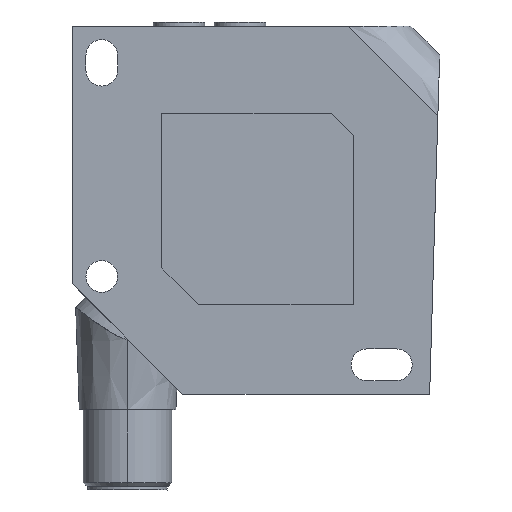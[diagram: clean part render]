
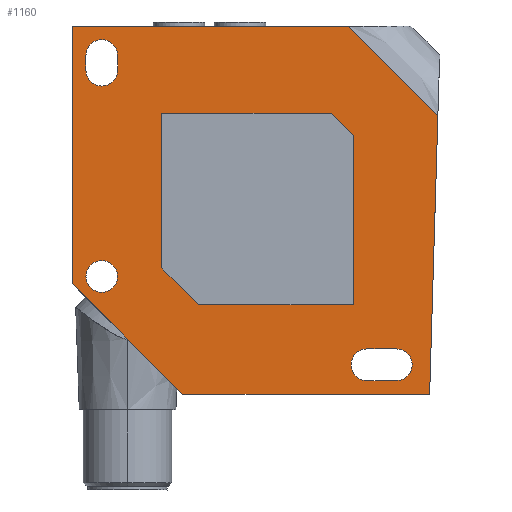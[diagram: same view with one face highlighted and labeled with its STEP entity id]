
A CAD part, front view. The second image highlights one B-rep face of the part: STEP entity #1160.
In plain terms, the highlighted face is planar.
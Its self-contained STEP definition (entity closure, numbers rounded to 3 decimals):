
#47=DIRECTION('',(0.,-1.,0.));
#48=VECTOR('',#47,23.);
#49=CARTESIAN_POINT('',(-13.15,10.15,-8.5));
#50=LINE('',#49,#48);
#82=DIRECTION('',(-1.,0.,0.));
#83=VECTOR('',#82,23.);
#84=CARTESIAN_POINT('',(12.85,13.15,-8.5));
#85=LINE('',#84,#83);
#103=DIRECTION('',(0.,1.,0.));
#104=VECTOR('',#103,21.);
#105=CARTESIAN_POINT('',(12.85,-7.85,-8.5));
#106=LINE('',#105,#104);
#124=DIRECTION('',(1.,0.,0.));
#125=VECTOR('',#124,21.);
#126=CARTESIAN_POINT('',(-13.15,-12.85,-8.5));
#127=LINE('',#126,#125);
#138=DIRECTION('',(1.,0.,0.));
#139=VECTOR('',#138,33.52);
#140=CARTESIAN_POINT('',(-23.52,-25.,-8.5));
#141=LINE('',#140,#139);
#145=DIRECTION('',(0.707,0.707,0.));
#146=VECTOR('',#145,21.213);
#147=CARTESIAN_POINT('',(10.,-25.,-8.5));
#148=LINE('',#147,#146);
#152=DIRECTION('',(0.,1.,0.));
#153=VECTOR('',#152,35.);
#154=CARTESIAN_POINT('',(25.,-10.,-8.5));
#155=LINE('',#154,#153);
#159=DIRECTION('',(-0.707,-0.707,0.));
#160=VECTOR('',#159,17.169);
#161=CARTESIAN_POINT('',(-12.5,25.,-8.5));
#162=LINE('',#161,#160);
#166=DIRECTION('',(0.03,-1.,0.));
#167=VECTOR('',#166,37.876);
#168=CARTESIAN_POINT('',(-24.641,12.859,-8.5));
#169=LINE('',#168,#167);
#173=CARTESIAN_POINT('',(21.,-9.,-8.5));
#174=DIRECTION('',(0.,0.,-1.));
#175=DIRECTION('',(-1.,0.,0.));
#176=AXIS2_PLACEMENT_3D('',#173,#174,#175);
#181=CARTESIAN_POINT('',(21.,-9.,-8.5));
#182=DIRECTION('',(0.,0.,-1.));
#183=DIRECTION('',(1.,0.,0.));
#184=AXIS2_PLACEMENT_3D('',#181,#182,#183);
#189=CARTESIAN_POINT('',(-19.,-21.,-8.5));
#190=DIRECTION('',(0.,0.,-1.));
#191=DIRECTION('',(-1.,0.,0.));
#192=AXIS2_PLACEMENT_3D('',#189,#190,#191);
#197=CARTESIAN_POINT('',(-15.,-21.,-8.5));
#198=DIRECTION('',(0.,0.,-1.));
#199=DIRECTION('',(0.,1.,0.));
#200=AXIS2_PLACEMENT_3D('',#197,#198,#199);
#205=CARTESIAN_POINT('',(-19.,-21.,-8.5));
#206=DIRECTION('',(0.,0.,-1.));
#207=DIRECTION('',(0.,-1.,0.));
#208=AXIS2_PLACEMENT_3D('',#205,#206,#207);
#213=CARTESIAN_POINT('',(21.,21.,-8.5));
#214=DIRECTION('',(0.,0.,-1.));
#215=DIRECTION('',(-1.,0.,0.));
#216=AXIS2_PLACEMENT_3D('',#213,#214,#215);
#221=CARTESIAN_POINT('',(21.,19.,-8.5));
#222=DIRECTION('',(0.,0.,-1.));
#223=DIRECTION('',(1.,0.,0.));
#224=AXIS2_PLACEMENT_3D('',#221,#222,#223);
#229=DIRECTION('',(0.707,0.707,0.));
#230=VECTOR('',#229,4.243);
#231=CARTESIAN_POINT('',(-13.15,10.15,-8.5));
#232=LINE('',#231,#230);
#236=DIRECTION('',(-0.707,-0.707,0.));
#237=VECTOR('',#236,7.071);
#238=CARTESIAN_POINT('',(12.85,-7.85,-8.5));
#239=LINE('',#238,#237);
#323=DIRECTION('',(1.,0.,0.));
#324=VECTOR('',#323,37.5);
#325=CARTESIAN_POINT('',(-12.5,25.,-8.5));
#326=LINE('',#325,#324);
#621=DIRECTION('',(0.,-1.,0.));
#622=VECTOR('',#621,2.);
#623=CARTESIAN_POINT('',(18.85,21.,-8.5));
#624=LINE('',#623,#622);
#642=DIRECTION('',(0.,1.,0.));
#643=VECTOR('',#642,2.);
#644=CARTESIAN_POINT('',(23.15,19.,-8.5));
#645=LINE('',#644,#643);
#656=DIRECTION('',(1.,0.,0.));
#657=VECTOR('',#656,4.);
#658=CARTESIAN_POINT('',(-19.,-23.15,-8.5));
#659=LINE('',#658,#657);
#677=DIRECTION('',(-1.,0.,0.));
#678=VECTOR('',#677,4.);
#679=CARTESIAN_POINT('',(-15.,-18.85,-8.5));
#680=LINE('',#679,#678);
#872=CARTESIAN_POINT('',(-13.15,10.15,-8.5));
#874=VERTEX_POINT('',#872);
#875=CARTESIAN_POINT('',(-13.15,-12.85,-8.5));
#876=VERTEX_POINT('',#875);
#880=CARTESIAN_POINT('',(-10.15,13.15,-8.5));
#882=VERTEX_POINT('',#880);
#884=CARTESIAN_POINT('',(12.85,13.15,-8.5));
#886=VERTEX_POINT('',#884);
#888=CARTESIAN_POINT('',(12.85,-7.85,-8.5));
#890=VERTEX_POINT('',#888);
#892=CARTESIAN_POINT('',(7.85,-12.85,-8.5));
#894=VERTEX_POINT('',#892);
#895=CARTESIAN_POINT('',(-23.52,-25.,-8.5));
#896=CARTESIAN_POINT('',(10.,-25.,-8.5));
#897=VERTEX_POINT('',#895);
#898=VERTEX_POINT('',#896);
#899=CARTESIAN_POINT('',(25.,-10.,-8.5));
#900=VERTEX_POINT('',#899);
#901=CARTESIAN_POINT('',(25.,25.,-8.5));
#902=VERTEX_POINT('',#901);
#903=CARTESIAN_POINT('',(-12.5,25.,-8.5));
#904=VERTEX_POINT('',#903);
#905=CARTESIAN_POINT('',(-24.641,12.859,-8.5));
#906=VERTEX_POINT('',#905);
#907=CARTESIAN_POINT('',(18.85,-9.,-8.5));
#908=CARTESIAN_POINT('',(23.15,-9.,-8.5));
#909=VERTEX_POINT('',#907);
#910=VERTEX_POINT('',#908);
#911=CARTESIAN_POINT('',(-21.15,-21.,-8.5));
#912=CARTESIAN_POINT('',(-19.,-18.85,-8.5));
#913=VERTEX_POINT('',#911);
#914=VERTEX_POINT('',#912);
#915=CARTESIAN_POINT('',(-15.,-18.85,-8.5));
#916=VERTEX_POINT('',#915);
#917=CARTESIAN_POINT('',(-15.,-23.15,-8.5));
#918=VERTEX_POINT('',#917);
#919=CARTESIAN_POINT('',(-19.,-23.15,-8.5));
#920=VERTEX_POINT('',#919);
#921=CARTESIAN_POINT('',(18.85,21.,-8.5));
#922=CARTESIAN_POINT('',(18.85,19.,-8.5));
#923=VERTEX_POINT('',#921);
#924=VERTEX_POINT('',#922);
#925=CARTESIAN_POINT('',(23.15,21.,-8.5));
#926=VERTEX_POINT('',#925);
#927=CARTESIAN_POINT('',(23.15,19.,-8.5));
#928=VERTEX_POINT('',#927);
#1105=CARTESIAN_POINT('',(0.18,0.,-8.5));
#1106=DIRECTION('',(0.,0.,1.));
#1107=DIRECTION('',(-1.,0.,0.));
#1108=AXIS2_PLACEMENT_3D('',#1105,#1106,#1107);
#1109=PLANE('',#1108);
#1111=ORIENTED_EDGE('',*,*,#1110,.T.);
#1113=ORIENTED_EDGE('',*,*,#1112,.T.);
#1115=ORIENTED_EDGE('',*,*,#1114,.T.);
#1117=ORIENTED_EDGE('',*,*,#1116,.F.);
#1119=ORIENTED_EDGE('',*,*,#1118,.T.);
#1121=ORIENTED_EDGE('',*,*,#1120,.T.);
#1122=EDGE_LOOP('',(#1111,#1113,#1115,#1117,#1119,#1121));
#1123=FACE_OUTER_BOUND('',#1122,.F.);
#1125=ORIENTED_EDGE('',*,*,#1124,.T.);
#1127=ORIENTED_EDGE('',*,*,#1126,.T.);
#1128=EDGE_LOOP('',(#1125,#1127));
#1129=FACE_BOUND('',#1128,.F.);
#1131=ORIENTED_EDGE('',*,*,#1130,.T.);
#1133=ORIENTED_EDGE('',*,*,#1132,.F.);
#1135=ORIENTED_EDGE('',*,*,#1134,.T.);
#1137=ORIENTED_EDGE('',*,*,#1136,.F.);
#1139=ORIENTED_EDGE('',*,*,#1138,.T.);
#1140=EDGE_LOOP('',(#1131,#1133,#1135,#1137,#1139));
#1141=FACE_BOUND('',#1140,.F.);
#1143=ORIENTED_EDGE('',*,*,#1142,.F.);
#1145=ORIENTED_EDGE('',*,*,#1144,.T.);
#1147=ORIENTED_EDGE('',*,*,#1146,.F.);
#1149=ORIENTED_EDGE('',*,*,#1148,.T.);
#1150=EDGE_LOOP('',(#1143,#1145,#1147,#1149));
#1151=FACE_BOUND('',#1150,.F.);
#1152=ORIENTED_EDGE('',*,*,#1038,.T.);
#1153=ORIENTED_EDGE('',*,*,#1053,.F.);
#1154=ORIENTED_EDGE('',*,*,#1068,.F.);
#1155=ORIENTED_EDGE('',*,*,#1083,.T.);
#1156=ORIENTED_EDGE('',*,*,#1097,.F.);
#1157=ORIENTED_EDGE('',*,*,#1022,.F.);
#1158=EDGE_LOOP('',(#1152,#1153,#1154,#1155,#1156,#1157));
#1159=FACE_BOUND('',#1158,.F.);
#1160=ADVANCED_FACE('',(#1123,#1129,#1141,#1151,#1159),#1109,.F.);
#177=CIRCLE('',#176,2.15);
#185=CIRCLE('',#184,2.15);
#193=CIRCLE('',#192,2.15);
#201=CIRCLE('',#200,2.15);
#209=CIRCLE('',#208,2.15);
#217=CIRCLE('',#216,2.15);
#225=CIRCLE('',#224,2.15);
#1022=EDGE_CURVE('',#874,#876,#50,.T.);
#1038=EDGE_CURVE('',#874,#882,#232,.T.);
#1053=EDGE_CURVE('',#886,#882,#85,.T.);
#1068=EDGE_CURVE('',#890,#886,#106,.T.);
#1083=EDGE_CURVE('',#890,#894,#239,.T.);
#1097=EDGE_CURVE('',#876,#894,#127,.T.);
#1110=EDGE_CURVE('',#897,#898,#141,.T.);
#1112=EDGE_CURVE('',#898,#900,#148,.T.);
#1114=EDGE_CURVE('',#900,#902,#155,.T.);
#1116=EDGE_CURVE('',#904,#902,#326,.T.);
#1118=EDGE_CURVE('',#904,#906,#162,.T.);
#1120=EDGE_CURVE('',#906,#897,#169,.T.);
#1124=EDGE_CURVE('',#909,#910,#177,.T.);
#1126=EDGE_CURVE('',#910,#909,#185,.T.);
#1130=EDGE_CURVE('',#913,#914,#193,.T.);
#1132=EDGE_CURVE('',#916,#914,#680,.T.);
#1134=EDGE_CURVE('',#916,#918,#201,.T.);
#1136=EDGE_CURVE('',#920,#918,#659,.T.);
#1138=EDGE_CURVE('',#920,#913,#209,.T.);
#1142=EDGE_CURVE('',#923,#924,#624,.T.);
#1144=EDGE_CURVE('',#923,#926,#217,.T.);
#1146=EDGE_CURVE('',#928,#926,#645,.T.);
#1148=EDGE_CURVE('',#928,#924,#225,.T.);
